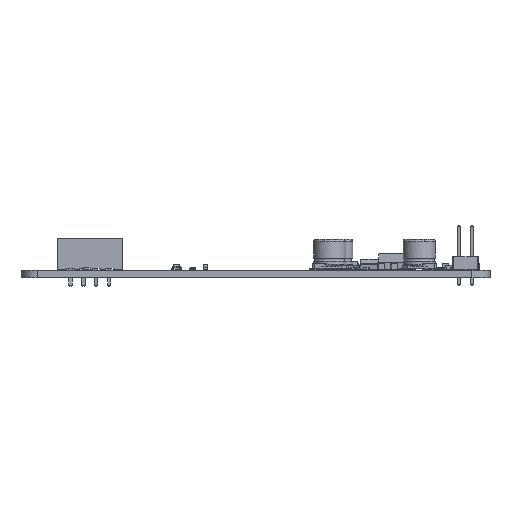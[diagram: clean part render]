
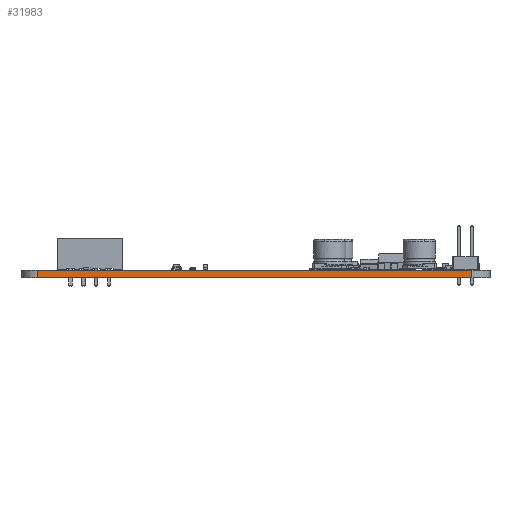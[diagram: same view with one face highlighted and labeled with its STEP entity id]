
A CAD part, left-side view. The second image highlights one B-rep face of the part: STEP entity #31983.
In plain terms, the highlighted planar face has unit normal (-1, 0, 0).
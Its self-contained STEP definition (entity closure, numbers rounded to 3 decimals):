
#30994 = VERTEX_POINT('',#30995);
#30995 = CARTESIAN_POINT('',(141.475,-71.902,0.));
#31002 = EDGE_CURVE('',#31003,#30994,#31005,.T.);
#31003 = VERTEX_POINT('',#31004);
#31004 = CARTESIAN_POINT('',(141.475,-156.225,0.));
#31005 = LINE('',#31006,#31007);
#31006 = CARTESIAN_POINT('',(141.475,-156.225,0.));
#31007 = VECTOR('',#31008,1.);
#31008 = DIRECTION('',(0.,1.,0.));
#31475 = VERTEX_POINT('',#31476);
#31476 = CARTESIAN_POINT('',(141.475,-71.902,1.51));
#31483 = EDGE_CURVE('',#31484,#31475,#31486,.T.);
#31484 = VERTEX_POINT('',#31485);
#31485 = CARTESIAN_POINT('',(141.475,-156.225,1.51));
#31486 = LINE('',#31487,#31488);
#31487 = CARTESIAN_POINT('',(141.475,-156.225,1.51));
#31488 = VECTOR('',#31489,1.);
#31489 = DIRECTION('',(0.,1.,0.));
#31953 = EDGE_CURVE('',#30994,#31475,#31954,.T.);
#31954 = LINE('',#31955,#31956);
#31955 = CARTESIAN_POINT('',(141.475,-71.902,0.));
#31956 = VECTOR('',#31957,1.);
#31957 = DIRECTION('',(0.,0.,1.));
#31983 = ADVANCED_FACE('',(#31984),#31995,.T.);
#31984 = FACE_BOUND('',#31985,.T.);
#31985 = EDGE_LOOP('',(#31986,#31992,#31993,#31994));
#31986 = ORIENTED_EDGE('',*,*,#31987,.T.);
#31987 = EDGE_CURVE('',#31003,#31484,#31988,.T.);
#31988 = LINE('',#31989,#31990);
#31989 = CARTESIAN_POINT('',(141.475,-156.225,0.));
#31990 = VECTOR('',#31991,1.);
#31991 = DIRECTION('',(0.,0.,1.));
#31992 = ORIENTED_EDGE('',*,*,#31483,.T.);
#31993 = ORIENTED_EDGE('',*,*,#31953,.F.);
#31994 = ORIENTED_EDGE('',*,*,#31002,.F.);
#31995 = PLANE('',#31996);
#31996 = AXIS2_PLACEMENT_3D('',#31997,#31998,#31999);
#31997 = CARTESIAN_POINT('',(141.475,-156.225,0.));
#31998 = DIRECTION('',(-1.,0.,0.));
#31999 = DIRECTION('',(0.,1.,0.));
